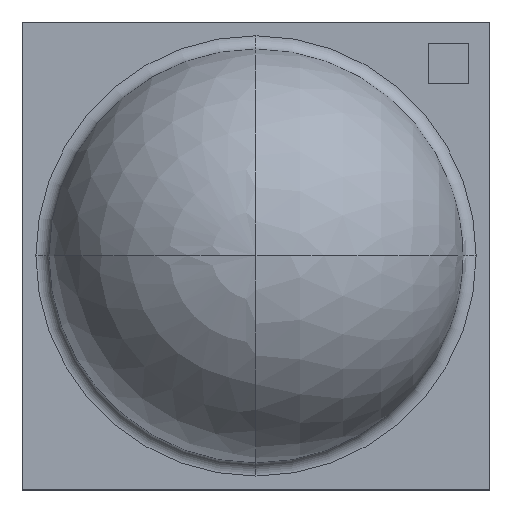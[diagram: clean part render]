
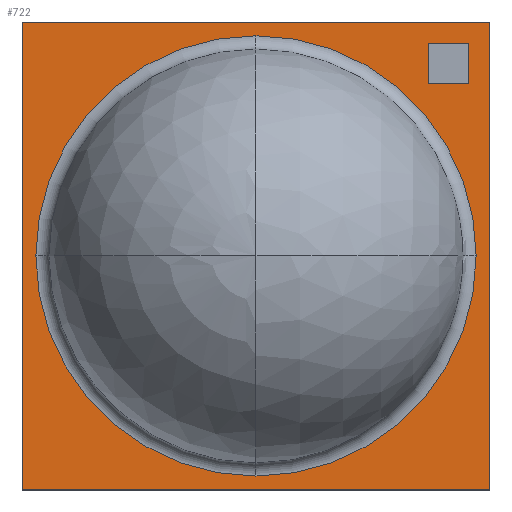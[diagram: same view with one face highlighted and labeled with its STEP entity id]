
A CAD part, top view. The second image highlights one B-rep face of the part: STEP entity #722.
In plain terms, the highlighted planar face has unit normal (0, 0, 1).
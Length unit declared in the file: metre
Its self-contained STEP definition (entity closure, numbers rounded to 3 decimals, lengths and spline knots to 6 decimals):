
#38 = EDGE_CURVE ( 'NONE', #442, #556, #1491, .T. ) ;
#44 = CARTESIAN_POINT ( 'NONE',  ( 0.00159, 0.00129, 0.00032 ) ) ;
#48 = CARTESIAN_POINT ( 'NONE',  ( 0., 0., 0.00032 ) ) ;
#54 = CIRCLE ( 'NONE', #1203, 0.001647 ) ;
#95 = ORIENTED_EDGE ( 'NONE', *, *, #579, .T. ) ;
#108 = LINE ( 'NONE', #961, #424 ) ;
#118 = ORIENTED_EDGE ( 'NONE', *, *, #1871, .T. ) ;
#136 = CARTESIAN_POINT ( 'NONE',  ( -0.00175, -0.00175, 0.00032 ) ) ;
#175 = DIRECTION ( 'NONE',  ( 0., 1., 0. ) ) ;
#185 = DIRECTION ( 'NONE',  ( 1., 0., 0. ) ) ;
#212 = ORIENTED_EDGE ( 'NONE', *, *, #858, .T. ) ;
#235 = VERTEX_POINT ( 'NONE', #1193 ) ;
#245 = AXIS2_PLACEMENT_3D ( 'NONE', #557, #1592, #861 ) ;
#298 = PLANE ( 'NONE',  #1770 ) ;
#363 = CARTESIAN_POINT ( 'NONE',  ( 0.00175, -0.00175, 0.00032 ) ) ;
#370 = CARTESIAN_POINT ( 'NONE',  ( 0.00159, 0.00159, 0.00032 ) ) ;
#372 = DIRECTION ( 'NONE',  ( -1., 0., 0. ) ) ;
#383 = ORIENTED_EDGE ( 'NONE', *, *, #1540, .T. ) ;
#392 = ORIENTED_EDGE ( 'NONE', *, *, #1457, .F. ) ;
#424 = VECTOR ( 'NONE', #1860, 1. ) ;
#442 = VERTEX_POINT ( 'NONE', #363 ) ;
#529 = LINE ( 'NONE', #685, #1725 ) ;
#536 = EDGE_CURVE ( 'NONE', #1727, #1866, #529, .T. ) ;
#556 = VERTEX_POINT ( 'NONE', #1165 ) ;
#557 = CARTESIAN_POINT ( 'NONE',  ( 0., 0., 0.00032 ) ) ;
#558 = VERTEX_POINT ( 'NONE', #1736 ) ;
#569 = DIRECTION ( 'NONE',  ( 0., -1., 0. ) ) ;
#579 = EDGE_CURVE ( 'NONE', #1544, #558, #54, .T. ) ;
#588 = ORIENTED_EDGE ( 'NONE', *, *, #536, .F. ) ;
#590 = CARTESIAN_POINT ( 'NONE',  ( -0.001647, 0., 0.00032 ) ) ;
#596 = CARTESIAN_POINT ( 'NONE',  ( 0., 0., 0.00032 ) ) ;
#607 = CARTESIAN_POINT ( 'NONE',  ( 0., 0., 0.00032 ) ) ;
#610 = LINE ( 'NONE', #136, #1412 ) ;
#625 = FACE_OUTER_BOUND ( 'NONE', #990, .T. ) ;
#640 = EDGE_CURVE ( 'NONE', #558, #1625, #1000, .T. ) ;
#646 = VERTEX_POINT ( 'NONE', #1017 ) ;
#657 = CARTESIAN_POINT ( 'NONE',  ( -0.00175, 0.00175, 0.00032 ) ) ;
#685 = CARTESIAN_POINT ( 'NONE',  ( 0.00159, 0.00159, 0.00032 ) ) ;
#689 = EDGE_CURVE ( 'NONE', #1625, #646, #1272, .T. ) ;
#715 = DIRECTION ( 'NONE',  ( 0., 0., -1. ) ) ;
#722 = ADVANCED_FACE ( 'NONE', ( #1082, #929, #625 ), #298, .T. ) ;
#728 = VECTOR ( 'NONE', #1695, 1. ) ;
#845 = VERTEX_POINT ( 'NONE', #1828 ) ;
#858 = EDGE_CURVE ( 'NONE', #646, #1544, #1772, .T. ) ;
#861 = DIRECTION ( 'NONE',  ( 1., 0., 0. ) ) ;
#894 = VECTOR ( 'NONE', #372, 1. ) ;
#899 = DIRECTION ( 'NONE',  ( 0., 0., 1. ) ) ;
#929 = FACE_BOUND ( 'NONE', #1643, .T. ) ;
#961 = CARTESIAN_POINT ( 'NONE',  ( 0.00129, 0.00129, 0.00032 ) ) ;
#977 = DIRECTION ( 'NONE',  ( 0., 1., 0. ) ) ;
#979 = VERTEX_POINT ( 'NONE', #1609 ) ;
#990 = EDGE_LOOP ( 'NONE', ( #1881, #383, #1786, #118 ) ) ;
#1000 = CIRCLE ( 'NONE', #245, 0.001647 ) ;
#1017 = CARTESIAN_POINT ( 'NONE',  ( 0., 0.001647, 0.00032 ) ) ;
#1043 = DIRECTION ( 'NONE',  ( 1., 0., 0. ) ) ;
#1056 = DIRECTION ( 'NONE',  ( 0., -1., 0. ) ) ;
#1079 = CARTESIAN_POINT ( 'NONE',  ( 0.00175, 0.00175, 0.00032 ) ) ;
#1082 = FACE_BOUND ( 'NONE', #1473, .T. ) ;
#1089 = DIRECTION ( 'NONE',  ( 1., 0., 0. ) ) ;
#1096 = LINE ( 'NONE', #1687, #1133 ) ;
#1133 = VECTOR ( 'NONE', #1056, 1. ) ;
#1165 = CARTESIAN_POINT ( 'NONE',  ( 0.00175, 0.00175, 0.00032 ) ) ;
#1193 = CARTESIAN_POINT ( 'NONE',  ( -0.00175, 0.00175, 0.00032 ) ) ;
#1203 = AXIS2_PLACEMENT_3D ( 'NONE', #596, #715, #1916 ) ;
#1215 = ORIENTED_EDGE ( 'NONE', *, *, #1433, .F. ) ;
#1221 = EDGE_CURVE ( 'NONE', #235, #845, #1296, .T. ) ;
#1272 = CIRCLE ( 'NONE', #1863, 0.001647 ) ;
#1290 = ORIENTED_EDGE ( 'NONE', *, *, #1309, .F. ) ;
#1296 = LINE ( 'NONE', #1326, #1572 ) ;
#1309 = EDGE_CURVE ( 'NONE', #1797, #979, #1096, .T. ) ;
#1319 = VECTOR ( 'NONE', #175, 1. ) ;
#1326 = CARTESIAN_POINT ( 'NONE',  ( -0.00175, 0.00175, 0.00032 ) ) ;
#1354 = DIRECTION ( 'NONE',  ( 0., 0., -1. ) ) ;
#1370 = ORIENTED_EDGE ( 'NONE', *, *, #689, .T. ) ;
#1378 = ORIENTED_EDGE ( 'NONE', *, *, #640, .T. ) ;
#1382 = CARTESIAN_POINT ( 'NONE',  ( 0.00129, 0.00159, 0.00032 ) ) ;
#1412 = VECTOR ( 'NONE', #1630, 1. ) ;
#1425 = LINE ( 'NONE', #657, #728 ) ;
#1433 = EDGE_CURVE ( 'NONE', #979, #1727, #108, .T. ) ;
#1457 = EDGE_CURVE ( 'NONE', #1866, #1797, #1849, .T. ) ;
#1473 = EDGE_LOOP ( 'NONE', ( #212, #95, #1378, #1370 ) ) ;
#1491 = LINE ( 'NONE', #1079, #1319 ) ;
#1536 = CARTESIAN_POINT ( 'NONE',  ( 0., 0., 0.00032 ) ) ;
#1540 = EDGE_CURVE ( 'NONE', #845, #442, #610, .T. ) ;
#1544 = VERTEX_POINT ( 'NONE', #1604 ) ;
#1572 = VECTOR ( 'NONE', #569, 1. ) ;
#1585 = AXIS2_PLACEMENT_3D ( 'NONE', #1536, #1692, #1089 ) ;
#1592 = DIRECTION ( 'NONE',  ( 0., 0., -1. ) ) ;
#1604 = CARTESIAN_POINT ( 'NONE',  ( 0.001647, 0., 0.00032 ) ) ;
#1609 = CARTESIAN_POINT ( 'NONE',  ( 0.00129, 0.00129, 0.00032 ) ) ;
#1625 = VERTEX_POINT ( 'NONE', #590 ) ;
#1630 = DIRECTION ( 'NONE',  ( 1., 0., 0. ) ) ;
#1643 = EDGE_LOOP ( 'NONE', ( #1290, #392, #588, #1215 ) ) ;
#1687 = CARTESIAN_POINT ( 'NONE',  ( 0.00129, 0.00159, 0.00032 ) ) ;
#1692 = DIRECTION ( 'NONE',  ( 0., 0., -1. ) ) ;
#1695 = DIRECTION ( 'NONE',  ( -1., 0., 0. ) ) ;
#1725 = VECTOR ( 'NONE', #977, 1. ) ;
#1727 = VERTEX_POINT ( 'NONE', #44 ) ;
#1736 = CARTESIAN_POINT ( 'NONE',  ( 0., -0.001647, 0.00032 ) ) ;
#1770 = AXIS2_PLACEMENT_3D ( 'NONE', #48, #899, #1043 ) ;
#1772 = CIRCLE ( 'NONE', #1585, 0.001647 ) ;
#1786 = ORIENTED_EDGE ( 'NONE', *, *, #38, .T. ) ;
#1797 = VERTEX_POINT ( 'NONE', #1382 ) ;
#1828 = CARTESIAN_POINT ( 'NONE',  ( -0.00175, -0.00175, 0.00032 ) ) ;
#1849 = LINE ( 'NONE', #1879, #894 ) ;
#1860 = DIRECTION ( 'NONE',  ( 1., 0., 0. ) ) ;
#1863 = AXIS2_PLACEMENT_3D ( 'NONE', #607, #1354, #185 ) ;
#1866 = VERTEX_POINT ( 'NONE', #370 ) ;
#1871 = EDGE_CURVE ( 'NONE', #556, #235, #1425, .T. ) ;
#1879 = CARTESIAN_POINT ( 'NONE',  ( 0.00129, 0.00159, 0.00032 ) ) ;
#1881 = ORIENTED_EDGE ( 'NONE', *, *, #1221, .T. ) ;
#1916 = DIRECTION ( 'NONE',  ( 1., 0., 0. ) ) ;
